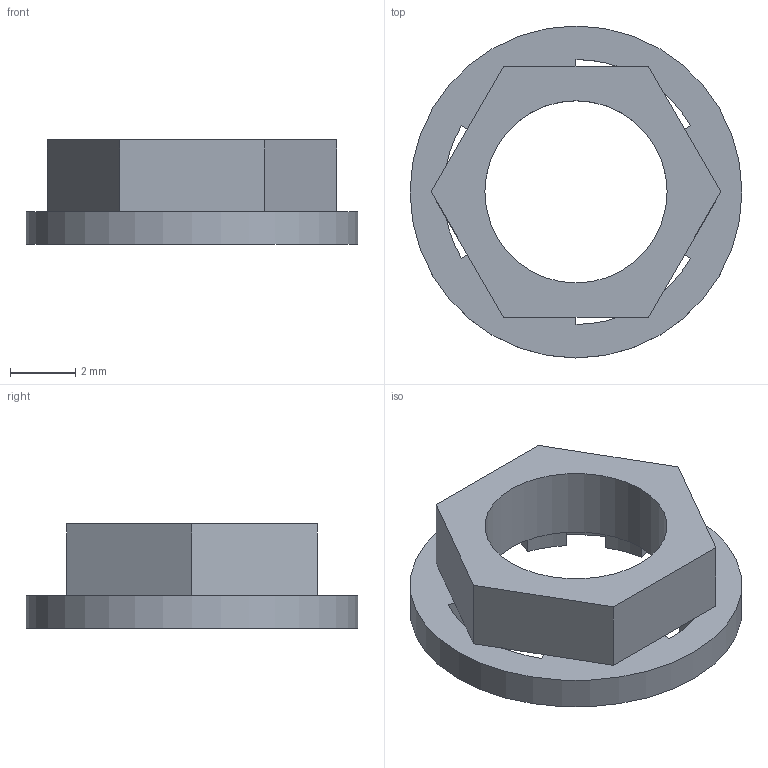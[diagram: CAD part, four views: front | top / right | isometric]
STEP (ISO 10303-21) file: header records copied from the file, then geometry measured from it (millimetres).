
FILE_DESCRIPTION(/* description */ (''),/* implementation_level */ '2;1');
FILE_NAME(/* name */ 'JYEBAO_SMA8410L-0000_Part2.stp',/* time_stamp */ '2017-03-13T09:15:19+01:00',/* author */ ('jchouvet'),/* organization */ (''),/* preprocessor_version */ 'ST-DEVELOPER v16.1',/* originating_system */ 'AutoCAD Mechanical',/* authorisation */ '');
FILE_SCHEMA (('AUTOMOTIVE_DESIGN { 1 0 10303 214 3 1 1 }'));
Length unit declared in the file: millimetre
Products named in the file (1): Product
Bounding box: 10.2 x 10.2 x 3.2 mm (x, y, z)
Volume: 95.5 mm3; surface area: 290.1 mm2
Topology: 2 solids, 2 shells, 48 faces, 132 edges, 88 vertices
Faces by surface type: plane 28, cylinder 20
Full cylindrical faces by diameter (mm): 5.6 x1, 10.2 x1
Entity records: 1565 total; most frequent: DIRECTION 268, CARTESIAN_POINT 267, ORIENTED_EDGE 260, EDGE_CURVE 130, LINE 90, VECTOR 90, AXIS2_PLACEMENT_3D 89, VERTEX_POINT 88
